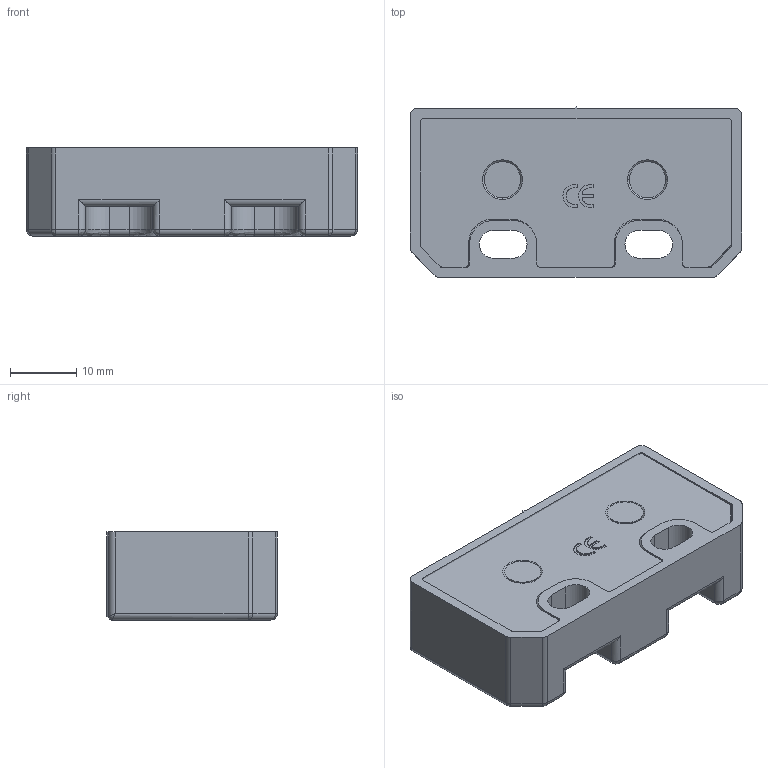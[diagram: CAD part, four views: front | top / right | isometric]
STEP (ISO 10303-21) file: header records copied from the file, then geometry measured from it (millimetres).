
FILE_DESCRIPTION (( 'STEP AP214' ), '1' );
FILE_NAME ('SPF-M-405201.step', '2017-09-27T15:11:41', ( '' ), ( '' ), 'SwSTEP 2.0', 'SolidWorks 2017', '' );
FILE_SCHEMA (( 'AUTOMOTIVE_DESIGN' ));
Length unit declared in the file: inch
Products named in the file (1): SPF-M-405201
Bounding box: 50 x 25.8 x 13.3 mm (x, y, z)
Volume: 6511.5 mm3; surface area: 9597 mm2
Topology: 4 solids, 4 shells, 458 faces, 1183 edges, 733 vertices
Faces by surface type: plane 211, cylinder 138, bspline 97, cone 12
Entity records: 17183 total; most frequent: CARTESIAN_POINT 6514, ORIENTED_EDGE 2328, DIRECTION 2001, EDGE_CURVE 1164, LINE 753, VECTOR 753, VERTEX_POINT 733, AXIS2_PLACEMENT_3D 624
